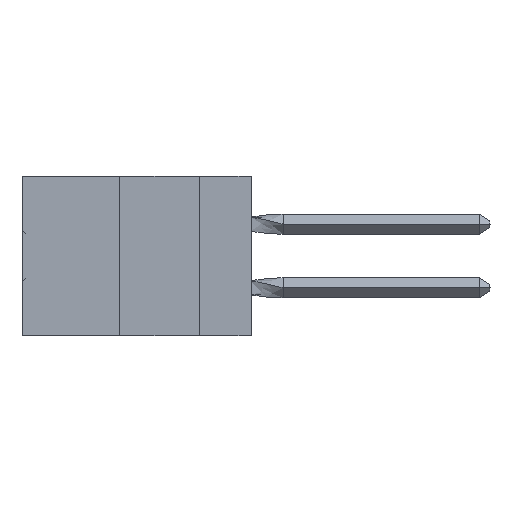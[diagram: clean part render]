
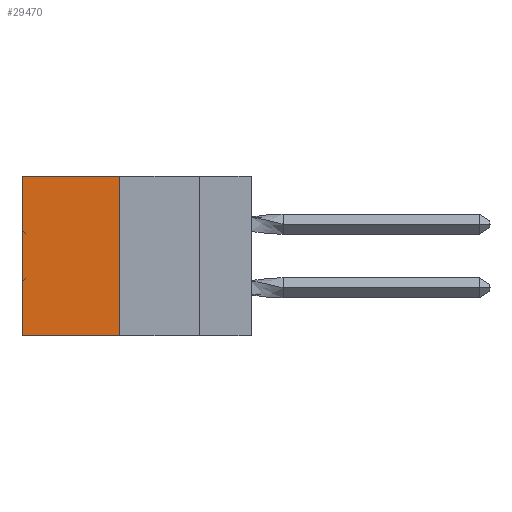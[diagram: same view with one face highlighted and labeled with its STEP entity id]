
A CAD part, left-side view. The second image highlights one B-rep face of the part: STEP entity #29470.
In plain terms, the highlighted planar face has unit normal (-1, 0, 0).
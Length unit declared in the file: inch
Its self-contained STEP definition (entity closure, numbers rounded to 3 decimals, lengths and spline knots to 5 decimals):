
#6956 = AXIS2_PLACEMENT_3D ( 'NONE', #60591, #22785, #18885 ) ;
#7552 = ORIENTED_EDGE ( 'NONE', *, *, #55618, .F. ) ;
#9924 = VERTEX_POINT ( 'NONE', #15045 ) ;
#11733 = CARTESIAN_POINT ( 'NONE',  ( 0.305, 0.72, -0.5 ) ) ;
#11956 = LINE ( 'NONE', #12620, #50885 ) ;
#12620 = CARTESIAN_POINT ( 'NONE',  ( 0.305, 0.413, -0.5 ) ) ;
#12761 = VERTEX_POINT ( 'NONE', #11733 ) ;
#13639 = DIRECTION ( 'NONE',  ( 0., 0., -1. ) ) ;
#13843 = PLANE ( 'NONE',  #6956 ) ;
#14527 = CARTESIAN_POINT ( 'NONE',  ( 0.305, 0.72, -0.5 ) ) ;
#15045 = CARTESIAN_POINT ( 'NONE',  ( 0.305, 0.72, 0. ) ) ;
#17862 = EDGE_LOOP ( 'NONE', ( #52770, #7552, #35818, #21851 ) ) ;
#18885 = DIRECTION ( 'NONE',  ( 0., 0., -1. ) ) ;
#19294 = LINE ( 'NONE', #43297, #58280 ) ;
#19352 = FACE_OUTER_BOUND ( 'NONE', #17862, .T. ) ;
#20049 = VECTOR ( 'NONE', #53113, 39.37008 ) ;
#21691 = VERTEX_POINT ( 'NONE', #34237 ) ;
#21851 = ORIENTED_EDGE ( 'NONE', *, *, #47950, .T. ) ;
#22785 = DIRECTION ( 'NONE',  ( 1., 0., 0. ) ) ;
#23377 = EDGE_CURVE ( 'NONE', #21691, #29919, #11956, .T. ) ;
#26656 = LINE ( 'NONE', #52896, #20049 ) ;
#29470 = ADVANCED_FACE ( 'NONE', ( #19352 ), #13843, .F. ) ;
#29919 = VERTEX_POINT ( 'NONE', #55915 ) ;
#34237 = CARTESIAN_POINT ( 'NONE',  ( 0.305, 0.413, 0. ) ) ;
#35818 = ORIENTED_EDGE ( 'NONE', *, *, #23377, .F. ) ;
#36419 = VECTOR ( 'NONE', #51842, 39.37008 ) ;
#43069 = LINE ( 'NONE', #14527, #36419 ) ;
#43297 = CARTESIAN_POINT ( 'NONE',  ( 0.305, 0.413, 0. ) ) ;
#46765 = EDGE_CURVE ( 'NONE', #9924, #12761, #43069, .T. ) ;
#47950 = EDGE_CURVE ( 'NONE', #21691, #9924, #19294, .T. ) ;
#50885 = VECTOR ( 'NONE', #13639, 39.37008 ) ;
#51842 = DIRECTION ( 'NONE',  ( 0., 0., -1. ) ) ;
#52770 = ORIENTED_EDGE ( 'NONE', *, *, #46765, .T. ) ;
#52896 = CARTESIAN_POINT ( 'NONE',  ( 0.305, 0.413, -0.5 ) ) ;
#53113 = DIRECTION ( 'NONE',  ( 0., 1., 0. ) ) ;
#55618 = EDGE_CURVE ( 'NONE', #29919, #12761, #26656, .T. ) ;
#55915 = CARTESIAN_POINT ( 'NONE',  ( 0.305, 0.413, -0.5 ) ) ;
#57428 = DIRECTION ( 'NONE',  ( 0., 1., 0. ) ) ;
#58280 = VECTOR ( 'NONE', #57428, 39.37008 ) ;
#60591 = CARTESIAN_POINT ( 'NONE',  ( 0.305, 0.413, -0.5 ) ) ;
